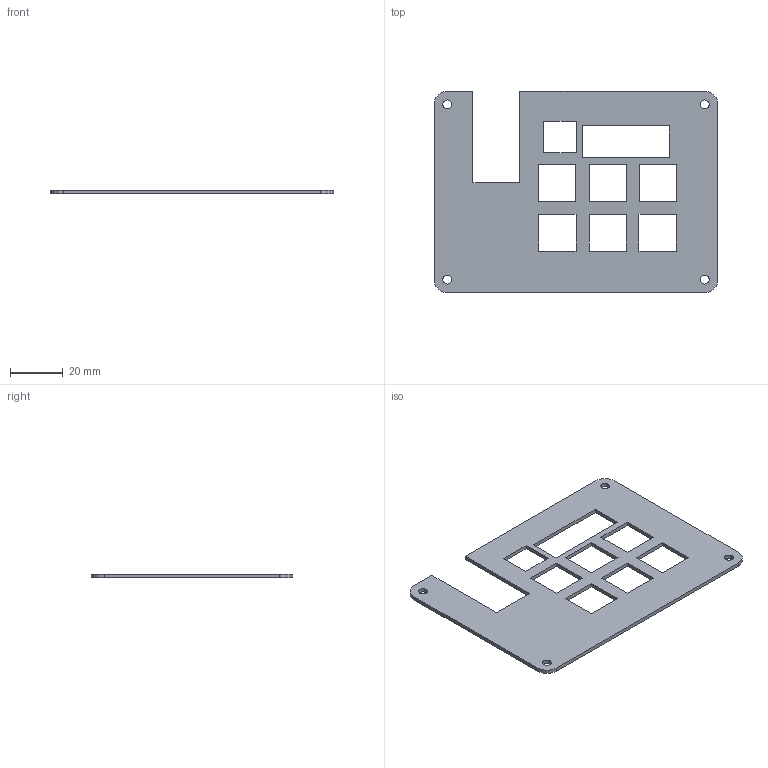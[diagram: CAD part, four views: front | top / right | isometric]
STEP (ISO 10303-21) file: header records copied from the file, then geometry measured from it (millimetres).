
FILE_DESCRIPTION(/* description */ ('KiCad electronic assembly'),/* implementation_level */ '2;1');
FILE_NAME(/* name */ 'Macropad Top.step',/* time_stamp */ '2025-11-29T21:35:52-08:00',/* author */ (''),/* organization */ (''),/* preprocessor_version */ 'ST-DEVELOPER v20.1',/* originating_system */ 'Autodesk Translation Framework v14.21.0.0',/* authorisation */ '');
FILE_SCHEMA (('AUTOMOTIVE_DESIGN { 1 0 10303 214 3 1 1 }'));
Length unit declared in the file: millimetre
Products named in the file (17): 2025-11-27-03-19-23-442; 2025-11-27-03-19-23-443; 2025-11-27-03-19-23-443_1; 2025-11-27-03-19-23-443_2; 2025-11-27-03-19-23-443_3; 2025-11-27-03-19-23-447; 2025-11-27-03-19-23-448; 2025-11-27-03-19-23-449; 2025-11-27-03-19-23-450; 2025-11-27-03-19-23-451; 2025-11-27-03-19-23-443_4; 2025-11-27-03-19-23-446; 2025-11-27-03-19-23-443_5; 2025-11-27-03-19-23-444; 2025-11-27-03-19-23-445; 2025-11-27-03-19-23-452; 2025-11-27-03-19-23-453
Assembly tree (37 placements, depth 3):
  2025-11-27-03-19-23-442
    2025-11-27-03-19-23-443
      2025-11-27-03-19-23-444  x2
      2025-11-27-03-19-23-445
    2025-11-27-03-19-23-446  x6
    2025-11-27-03-19-23-443_1
      2025-11-27-03-19-23-444  x2
      2025-11-27-03-19-23-445
    2025-11-27-03-19-23-443_2
      2025-11-27-03-19-23-444  x2
      2025-11-27-03-19-23-445
    2025-11-27-03-19-23-443_3
      2025-11-27-03-19-23-444  x2
      2025-11-27-03-19-23-445
    2025-11-27-03-19-23-447
    2025-11-27-03-19-23-448
      2025-11-27-03-19-23-449
      2025-11-27-03-19-23-450
      2025-11-27-03-19-23-451
    2025-11-27-03-19-23-443_4
      2025-11-27-03-19-23-444  x2
      2025-11-27-03-19-23-445
    2025-11-27-03-19-23-443_5
      2025-11-27-03-19-23-444  x2
      2025-11-27-03-19-23-445
    2025-11-27-03-19-23-452
    2025-11-27-03-19-23-453
Bounding box: 107.92 x 76.6 x 1.5 mm (x, y, z)
Volume: 8777.1 mm3; surface area: 13157 mm2
Topology: 1 solids, 1 shells, 422 faces, 1194 edges, 796 vertices
Faces by surface type: bspline 265, plane 149, cylinder 8
Full cylindrical faces by diameter (mm): 3.4 x4
Entity records: 16701 total; most frequent: CARTESIAN_POINT 6971, ORIENTED_EDGE 2388, EDGE_CURVE 1194, DIRECTION 1102, VERTEX_POINT 796, LINE 648, VECTOR 648, B_SPLINE_CURVE_WITH_KNOTS 530
